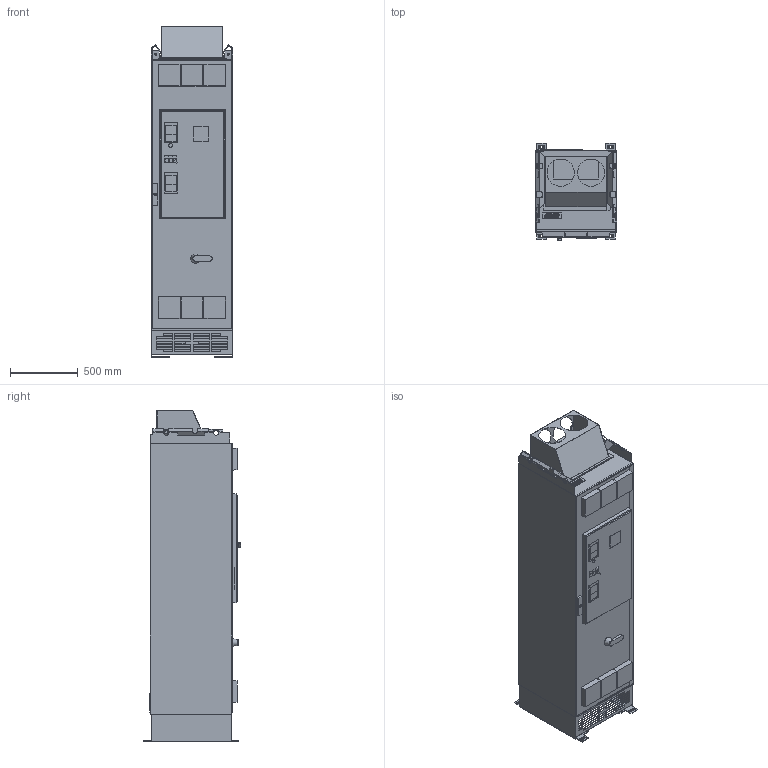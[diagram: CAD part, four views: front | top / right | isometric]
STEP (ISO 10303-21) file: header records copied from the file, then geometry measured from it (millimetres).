
FILE_DESCRIPTION(/* description */ (''),/* implementation_level */ '2;1');
FILE_NAME(/* name */ '181K5224.stp',/* time_stamp */ '2026-02-19T08:16:48+02:00',/* author */ (''),/* organization */ (''),/* preprocessor_version */ 'ST-DEVELOPER v20',/* originating_system */ 'SIEMENS PLM Software NX2312.3002',/* authorisation */ '');
FILE_SCHEMA (('AUTOMOTIVE_DESIGN { 1 0 10303 214 3 1 1 1 }'));
Products named in the file (5): 181K4917; 181K4890; 181K4900; 181K4961; 181K5224
Assembly tree (4 placements, depth 2):
  181K5224
    181K4961
    181K4900
    181K4890
    181K4917
Bounding box: 600 x 719.76 x 2441.18 mm (x, y, z)
Volume: 347620043.2 mm3; surface area: 17115853.4 mm2
Topology: 4 solids, 28 shells, 1603 faces, 4446 edges, 2951 vertices
Faces by surface type: plane 1267, cylinder 231, cone 60, extrusion 31, bspline 14
Full cylindrical faces by diameter (mm): 3 x1, 4.6 x1, 6.5 x2, 10 x18, 10.5 x8, 12.2 x1, 13 x3, 15.5 x36, 19.788 x1, 22 x4, 28 x1, 28.472 x2, 28.5 x1, 40 x6, 65 x8, 200 x4
Entity records: 64608 total; most frequent: CARTESIAN_POINT 19381, ORIENTED_EDGE 8360, DIRECTION 7578, EDGE_CURVE 4180, VECTOR 3460, LINE 3429, VERTEX_POINT 2869, EDGE_LOOP 2085
